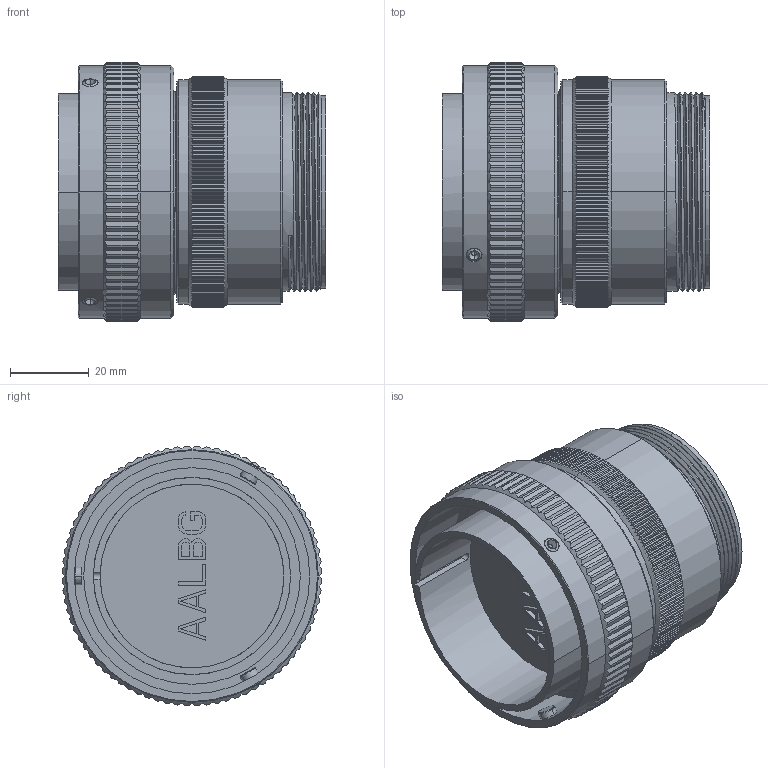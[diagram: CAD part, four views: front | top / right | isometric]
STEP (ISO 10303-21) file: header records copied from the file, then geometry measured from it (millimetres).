
FILE_DESCRIPTION((''),'2;1');
FILE_NAME('VG95234-36_SW0001','2023-02-24T11:05:16',('paultorloting'),('NET AG system integration'),'CREO PARAMETRIC BY PTC INC, 2021404','CREO PARAMETRIC BY PTC INC, 2021404','');
FILE_SCHEMA(('AUTOMOTIVE_DESIGN { 1 0 10303 214 1 1 1 1 }'));
Length unit declared in the file: millimetre
Products named in the file (1): VG95234-36_SW0001
Bounding box: 68.17 x 66.04 x 66.04 mm (x, y, z)
Volume: 125008.2 mm3; surface area: 32765.7 mm2
Topology: 1 solids, 1 shells, 1165 faces, 3325 edges, 2190 vertices
Faces by surface type: plane 782, cylinder 317, cone 50, bspline 10, torus 6
Entity records: 53032 total; most frequent: CARTESIAN_POINT 17852, ORIENTED_EDGE 6638, DIRECTION 5191, EDGE_CURVE 3319, VERTEX_POINT 2190, AXIS2_PLACEMENT_3D 1811, VECTOR 1566, LINE 1566
